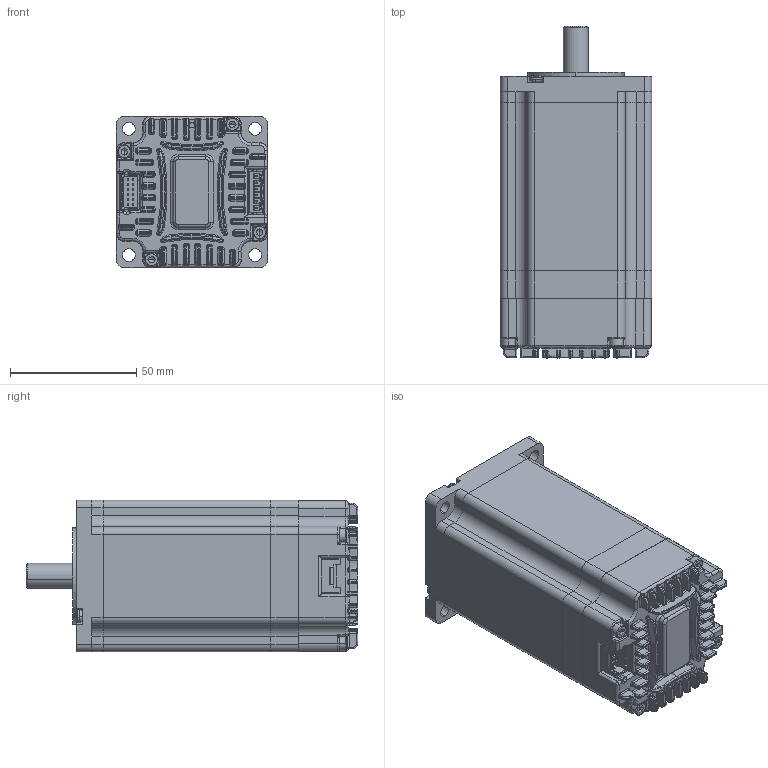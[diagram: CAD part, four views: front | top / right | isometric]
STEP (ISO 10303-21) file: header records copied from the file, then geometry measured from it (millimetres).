
FILE_DESCRIPTION (( 'STEP AP203' ), '1' );
FILE_NAME ('MD60HS-88SH-R.STEP', '2025-07-01T09:37:37', ( '' ), ( '' ), 'SwSTEP 2.0', 'SolidWorks 2022', '' );
FILE_SCHEMA (( 'CONFIG_CONTROL_DESIGN' ));
Length unit declared in the file: millimetre
Products named in the file (11): 驱动板; HC-XA-6A-05（2.50 单排 直针-HCTL）.step; M3蹟隊-L82; 60綴傷裔; HX20028-12A.stp; hexagon socket head cap screws gb_GB_FASTENER_SCREWS_HSHCS M3X20-N; MD60HS-88SH-R; 60隅赽66.5; 60ヶ傷裔; 粣-L114.5; 01.B013.000062 60BH陔遴晤鎢ん綴欶
Assembly tree (16 placements, depth 2):
  MD60HS-88SH-R
    粣-L114.5
    60隅赽66.5
    60綴傷裔
    60ヶ傷裔
    01.B013.000062 60BH陔遴晤鎢ん綴欶
    驱动板
    HC-XA-6A-05（2.50 单排 直针-HCTL）.step
    HX20028-12A.stp
    M3蹟隊-L82  x4
    hexagon socket head cap screws gb_GB_FASTENER_SCREWS_HSHCS M3X20-N  x4
Bounding box: 60 x 131.5 x 60 mm (x, y, z)
Volume: 309151.1 mm3; surface area: 75527.8 mm2
Topology: 16 solids, 16 shells, 2592 faces, 6448 edges, 3832 vertices
Faces by surface type: plane 1055, cylinder 857, torus 338, bspline 181, sphere 110, cone 51
Entity records: 78443 total; most frequent: CARTESIAN_POINT 19315, DIRECTION 12402, ORIENTED_EDGE 11962, EDGE_CURVE 5981, AXIS2_PLACEMENT_3D 4510, VERTEX_POINT 3625, VECTOR 3382, LINE 3382
